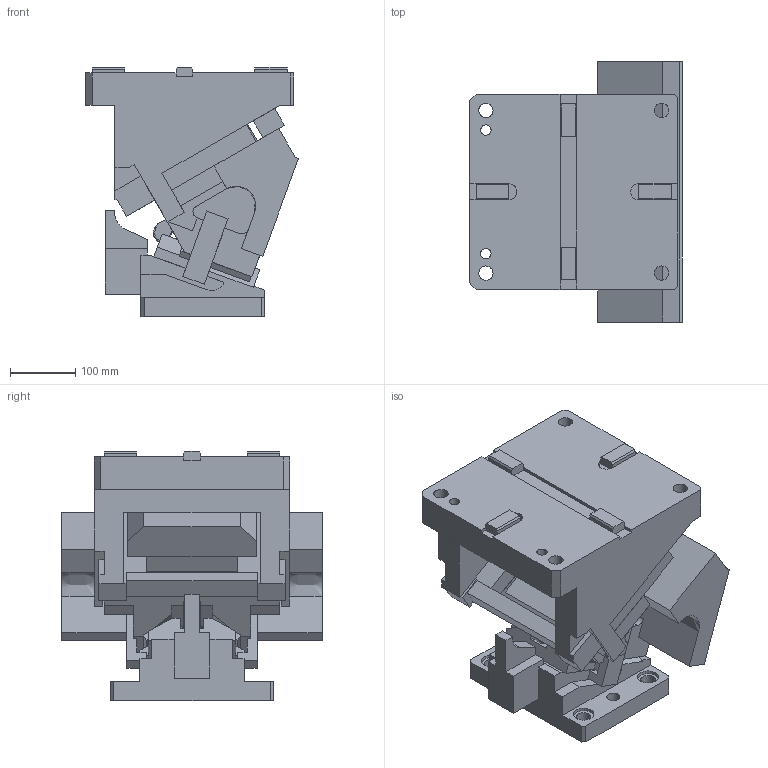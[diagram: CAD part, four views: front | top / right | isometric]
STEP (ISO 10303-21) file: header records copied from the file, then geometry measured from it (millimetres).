
FILE_DESCRIPTION(('CATIA V5 STEP Exchange'),'2;1');
FILE_NAME('CACN_400_20.stp','2015-04-27T12:27:08+00:00',('none'),('none'),'CATIA Version 5 Release 19 SP 2 (IN-10)','CATIA V5 STEP AP203','none');
FILE_SCHEMA(('CONFIG_CONTROL_DESIGN'));
Length unit declared in the file: millimetre
Products named in the file (1): CACN_400_20
Bounding box: 327.08 x 400 x 384 mm (x, y, z)
Volume: 21045973.2 mm3; surface area: 1159459 mm2
Topology: 3 solids, 3 shells, 368 faces, 1060 edges, 703 vertices
Faces by surface type: plane 289, cylinder 77, extrusion 2
Entity records: 12583 total; most frequent: CARTESIAN_POINT 3261, ORIENTED_EDGE 2120, DIRECTION 1576, EDGE_CURVE 1060, VECTOR 892, LINE 890, VERTEX_POINT 703, EDGE_LOOP 401
